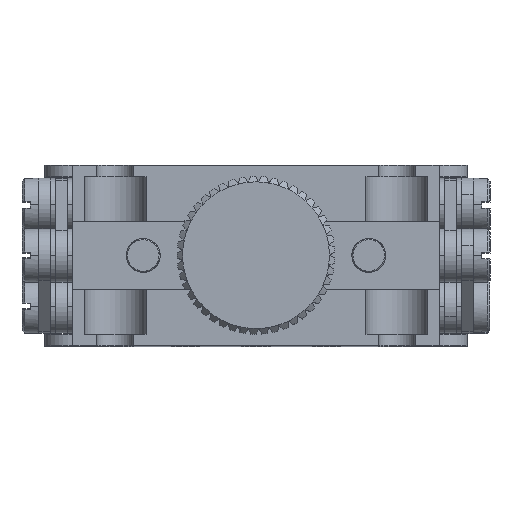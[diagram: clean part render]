
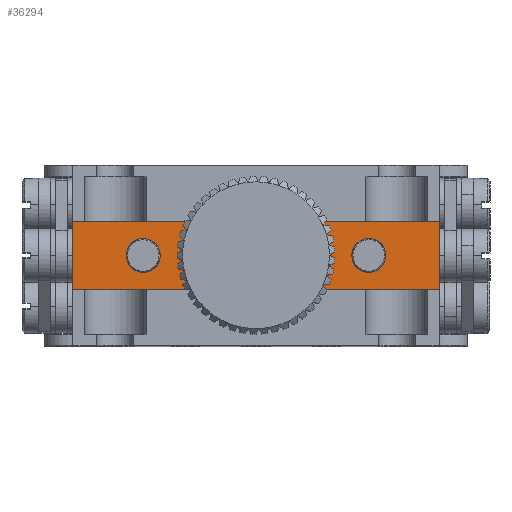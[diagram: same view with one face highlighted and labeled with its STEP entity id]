
A CAD part, top view. The second image highlights one B-rep face of the part: STEP entity #36294.
In plain terms, the highlighted planar face has unit normal (0, 0, 1).
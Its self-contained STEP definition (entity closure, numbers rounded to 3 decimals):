
#884 = AXIS2_PLACEMENT_3D ( 'NONE', #15126, #37540, #18305 ) ;
#1050 = AXIS2_PLACEMENT_3D ( 'NONE', #12350, #34844, #15616 ) ;
#1111 = LINE ( 'NONE', #34498, #18244 ) ;
#1937 = AXIS2_PLACEMENT_3D ( 'NONE', #35533, #16306, #38749 ) ;
#2303 = ORIENTED_EDGE ( 'NONE', *, *, #9708, .F. ) ;
#3399 = EDGE_CURVE ( 'NONE', #29049, #4901, #28339, .T. ) ;
#3471 = VERTEX_POINT ( 'NONE', #25044 ) ;
#4196 = DIRECTION ( 'NONE',  ( 0., 0., 1. ) ) ;
#4901 = VERTEX_POINT ( 'NONE', #23564 ) ;
#5218 = DIRECTION ( 'NONE',  ( 0., 0., 1. ) ) ;
#6775 = AXIS2_PLACEMENT_3D ( 'NONE', #24473, #5218, #27716 ) ;
#7794 = VECTOR ( 'NONE', #8061, 1000. ) ;
#8061 = DIRECTION ( 'NONE',  ( 0., 1., 0. ) ) ;
#9708 = EDGE_CURVE ( 'NONE', #31680, #23422, #22222, .T. ) ;
#10082 = EDGE_CURVE ( 'NONE', #4901, #29049, #19126, .T. ) ;
#11196 = EDGE_CURVE ( 'NONE', #17141, #36187, #12433, .T. ) ;
#11408 = EDGE_LOOP ( 'NONE', ( #28961, #17471 ) ) ;
#12335 = CARTESIAN_POINT ( 'NONE',  ( -32.5, 0., 58.249 ) ) ;
#12350 = CARTESIAN_POINT ( 'NONE',  ( 20., 6., 58.249 ) ) ;
#12433 = LINE ( 'NONE', #34342, #38044 ) ;
#12742 = CARTESIAN_POINT ( 'NONE',  ( 32.5, 12., 58.249 ) ) ;
#13395 = EDGE_CURVE ( 'NONE', #23422, #31680, #19397, .T. ) ;
#13443 = VERTEX_POINT ( 'NONE', #38175 ) ;
#15095 = DIRECTION ( 'NONE',  ( -1., 0., 0. ) ) ;
#15119 = DIRECTION ( 'NONE',  ( 0., 0., 1. ) ) ;
#15126 = CARTESIAN_POINT ( 'NONE',  ( 0., 6., 58.249 ) ) ;
#15272 = DIRECTION ( 'NONE',  ( 1., 0., 0. ) ) ;
#15616 = DIRECTION ( 'NONE',  ( -1., 0., 0. ) ) ;
#16037 = EDGE_CURVE ( 'NONE', #34449, #17141, #16363, .T. ) ;
#16306 = DIRECTION ( 'NONE',  ( 0., 0., 1. ) ) ;
#16363 = LINE ( 'NONE', #33796, #7794 ) ;
#16936 = DIRECTION ( 'NONE',  ( 0., 0., 1. ) ) ;
#17141 = VERTEX_POINT ( 'NONE', #12742 ) ;
#17266 = FACE_BOUND ( 'NONE', #24519, .T. ) ;
#17411 = CARTESIAN_POINT ( 'NONE',  ( -17., 6., 58.249 ) ) ;
#17471 = ORIENTED_EDGE ( 'NONE', *, *, #10082, .F. ) ;
#18177 = PLANE ( 'NONE',  #884 ) ;
#18244 = VECTOR ( 'NONE', #15272, 1000. ) ;
#18305 = DIRECTION ( 'NONE',  ( 1., 0., 0. ) ) ;
#19126 = CIRCLE ( 'NONE', #39635, 3. ) ;
#19397 = CIRCLE ( 'NONE', #1050, 3. ) ;
#20288 = EDGE_CURVE ( 'NONE', #13443, #34449, #1111, .T. ) ;
#20842 = VECTOR ( 'NONE', #38009, 1000. ) ;
#21945 = CARTESIAN_POINT ( 'NONE',  ( 23., 6., 58.249 ) ) ;
#22222 = CIRCLE ( 'NONE', #6775, 3. ) ;
#22418 = EDGE_CURVE ( 'NONE', #36187, #13443, #30380, .T. ) ;
#23422 = VERTEX_POINT ( 'NONE', #21945 ) ;
#23469 = CARTESIAN_POINT ( 'NONE',  ( -20., 6., 58.249 ) ) ;
#23564 = CARTESIAN_POINT ( 'NONE',  ( -23., 6., 58.249 ) ) ;
#24473 = CARTESIAN_POINT ( 'NONE',  ( 20., 6., 58.249 ) ) ;
#24519 = EDGE_LOOP ( 'NONE', ( #36672, #28010 ) ) ;
#25044 = CARTESIAN_POINT ( 'NONE',  ( -2.55, 6., 58.249 ) ) ;
#25289 = EDGE_CURVE ( 'NONE', #3471, #30402, #32221, .T. ) ;
#25807 = FACE_BOUND ( 'NONE', #11408, .T. ) ;
#25835 = CARTESIAN_POINT ( 'NONE',  ( 17., 6., 58.249 ) ) ;
#26172 = ORIENTED_EDGE ( 'NONE', *, *, #13395, .F. ) ;
#26675 = DIRECTION ( 'NONE',  ( 1., 0., 0. ) ) ;
#27716 = DIRECTION ( 'NONE',  ( -1., 0., 0. ) ) ;
#28010 = ORIENTED_EDGE ( 'NONE', *, *, #25289, .F. ) ;
#28339 = CIRCLE ( 'NONE', #34420, 3. ) ;
#28961 = ORIENTED_EDGE ( 'NONE', *, *, #3399, .F. ) ;
#29049 = VERTEX_POINT ( 'NONE', #17411 ) ;
#29571 = ORIENTED_EDGE ( 'NONE', *, *, #22418, .T. ) ;
#29848 = CIRCLE ( 'NONE', #33004, 2.55 ) ;
#30380 = LINE ( 'NONE', #12335, #20842 ) ;
#30402 = VERTEX_POINT ( 'NONE', #41587 ) ;
#31680 = VERTEX_POINT ( 'NONE', #25835 ) ;
#31763 = CARTESIAN_POINT ( 'NONE',  ( 32.5, 0., 58.249 ) ) ;
#32195 = EDGE_LOOP ( 'NONE', ( #26172, #2303 ) ) ;
#32221 = CIRCLE ( 'NONE', #1937, 2.55 ) ;
#32269 = EDGE_CURVE ( 'NONE', #30402, #3471, #29848, .T. ) ;
#33004 = AXIS2_PLACEMENT_3D ( 'NONE', #36217, #16936, #39422 ) ;
#33078 = ORIENTED_EDGE ( 'NONE', *, *, #16037, .T. ) ;
#33379 = FACE_BOUND ( 'NONE', #32195, .T. ) ;
#33796 = CARTESIAN_POINT ( 'NONE',  ( 32.5, 0., 58.249 ) ) ;
#34342 = CARTESIAN_POINT ( 'NONE',  ( 32.5, 12., 58.249 ) ) ;
#34357 = CARTESIAN_POINT ( 'NONE',  ( -20., 6., 58.249 ) ) ;
#34399 = FACE_OUTER_BOUND ( 'NONE', #41041, .T. ) ;
#34420 = AXIS2_PLACEMENT_3D ( 'NONE', #34357, #15119, #37525 ) ;
#34449 = VERTEX_POINT ( 'NONE', #31763 ) ;
#34498 = CARTESIAN_POINT ( 'NONE',  ( 32.5, 0., 58.249 ) ) ;
#34844 = DIRECTION ( 'NONE',  ( 0., 0., 1. ) ) ;
#35533 = CARTESIAN_POINT ( 'NONE',  ( 0., 6., 58.249 ) ) ;
#36076 = CARTESIAN_POINT ( 'NONE',  ( -32.5, 12., 58.249 ) ) ;
#36187 = VERTEX_POINT ( 'NONE', #36076 ) ;
#36217 = CARTESIAN_POINT ( 'NONE',  ( 0., 6., 58.249 ) ) ;
#36294 = ADVANCED_FACE ( 'NONE', ( #25807, #33379, #17266, #34399 ), #18177, .T. ) ;
#36672 = ORIENTED_EDGE ( 'NONE', *, *, #32269, .F. ) ;
#37525 = DIRECTION ( 'NONE',  ( 1., 0., 0. ) ) ;
#37540 = DIRECTION ( 'NONE',  ( 0., 0., 1. ) ) ;
#38009 = DIRECTION ( 'NONE',  ( 0., -1., 0. ) ) ;
#38044 = VECTOR ( 'NONE', #15095, 1000. ) ;
#38175 = CARTESIAN_POINT ( 'NONE',  ( -32.5, 0., 58.249 ) ) ;
#38749 = DIRECTION ( 'NONE',  ( 1., 0., 0. ) ) ;
#39186 = ORIENTED_EDGE ( 'NONE', *, *, #20288, .T. ) ;
#39422 = DIRECTION ( 'NONE',  ( 1., 0., 0. ) ) ;
#39635 = AXIS2_PLACEMENT_3D ( 'NONE', #23469, #4196, #26675 ) ;
#40090 = ORIENTED_EDGE ( 'NONE', *, *, #11196, .T. ) ;
#41041 = EDGE_LOOP ( 'NONE', ( #29571, #39186, #33078, #40090 ) ) ;
#41587 = CARTESIAN_POINT ( 'NONE',  ( 2.55, 6., 58.249 ) ) ;
